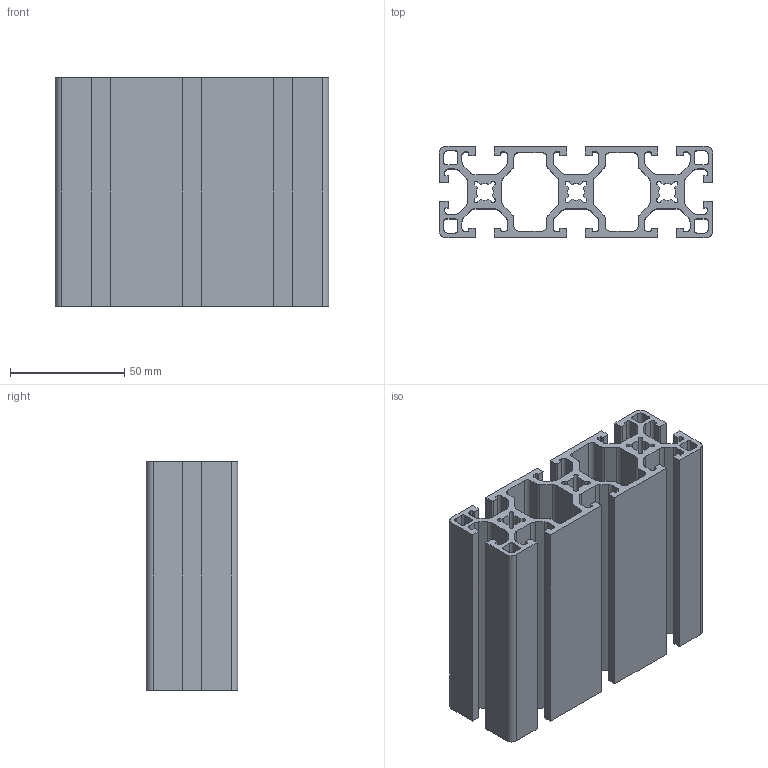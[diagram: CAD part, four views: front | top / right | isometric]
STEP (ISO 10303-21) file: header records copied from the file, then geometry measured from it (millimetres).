
FILE_DESCRIPTION((''),'2;1');
FILE_NAME('K_104013L_100.stp','2013-02-18T10:42:04',('VeronikaF'),(''),'Autodesk Inventor 2011','Autodesk Inventor 2011','');
FILE_SCHEMA(('AUTOMOTIVE_DESIGN { 1 0 10303 214 1 1 1 1 }'));
Length unit declared in the file: millimetre
Products named in the file (1): 104013L
Bounding box: 120 x 40 x 100 mm (x, y, z)
Volume: 161146 mm3; surface area: 113885.4 mm2
Topology: 1 solids, 1 shells, 330 faces, 984 edges, 656 vertices
Faces by surface type: plane 182, cylinder 148
Entity records: 11206 total; most frequent: CARTESIAN_POINT 1971, ORIENTED_EDGE 1968, DIRECTION 1942, EDGE_CURVE 984, VECTOR 688, LINE 688, VERTEX_POINT 656, AXIS2_PLACEMENT_3D 627
